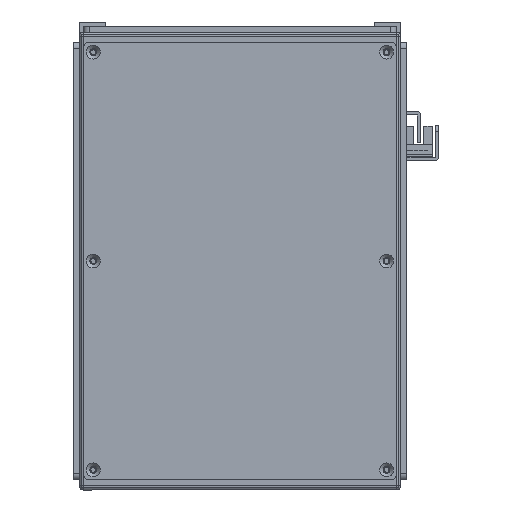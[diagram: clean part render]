
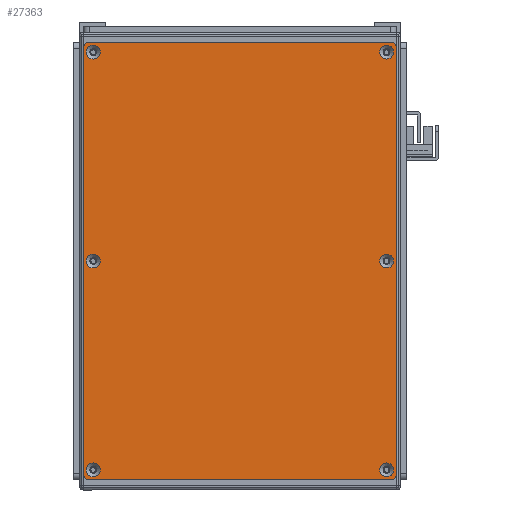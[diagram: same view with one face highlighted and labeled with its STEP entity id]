
A CAD part, front view. The second image highlights one B-rep face of the part: STEP entity #27363.
In plain terms, the highlighted planar face has unit normal (0, -1, 0).
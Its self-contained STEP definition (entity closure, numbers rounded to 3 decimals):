
#1581=FACE_BOUND('',#6033,.T.);
#1582=FACE_BOUND('',#6034,.T.);
#1583=FACE_BOUND('',#6035,.T.);
#1584=FACE_BOUND('',#6036,.T.);
#1585=FACE_BOUND('',#6037,.T.);
#1586=FACE_BOUND('',#6038,.T.);
#2204=PLANE('',#30462);
#4252=FACE_OUTER_BOUND('',#6032,.T.);
#6032=EDGE_LOOP('',(#25721,#25722,#25723,#25724,#25725,#25726,#25727,#25728));
#6033=EDGE_LOOP('',(#25729));
#6034=EDGE_LOOP('',(#25730));
#6035=EDGE_LOOP('',(#25731));
#6036=EDGE_LOOP('',(#25732));
#6037=EDGE_LOOP('',(#25733));
#6038=EDGE_LOOP('',(#25734));
#8278=LINE('',#48104,#10511);
#8279=LINE('',#48108,#10512);
#8280=LINE('',#48112,#10513);
#8281=LINE('',#48115,#10514);
#10511=VECTOR('',#38160,10.);
#10512=VECTOR('',#38163,10.);
#10513=VECTOR('',#38166,10.);
#10514=VECTOR('',#38169,10.);
#11829=CIRCLE('',#30430,3.45);
#11832=CIRCLE('',#30435,3.45);
#11835=CIRCLE('',#30440,3.45);
#11838=CIRCLE('',#30445,3.45);
#11841=CIRCLE('',#30450,3.45);
#11844=CIRCLE('',#30455,3.45);
#11847=CIRCLE('',#30460,3.);
#11849=CIRCLE('',#30463,3.);
#11850=CIRCLE('',#30464,3.);
#11851=CIRCLE('',#30465,3.);
#14360=VERTEX_POINT('',#48034);
#14363=VERTEX_POINT('',#48044);
#14366=VERTEX_POINT('',#48054);
#14369=VERTEX_POINT('',#48064);
#14372=VERTEX_POINT('',#48074);
#14375=VERTEX_POINT('',#48084);
#14378=VERTEX_POINT('',#48094);
#14379=VERTEX_POINT('',#48095);
#14382=VERTEX_POINT('',#48103);
#14383=VERTEX_POINT('',#48105);
#14384=VERTEX_POINT('',#48107);
#14385=VERTEX_POINT('',#48109);
#14386=VERTEX_POINT('',#48111);
#14387=VERTEX_POINT('',#48113);
#18139=EDGE_CURVE('',#14360,#14360,#11829,.T.);
#18144=EDGE_CURVE('',#14363,#14363,#11832,.T.);
#18149=EDGE_CURVE('',#14366,#14366,#11835,.T.);
#18154=EDGE_CURVE('',#14369,#14369,#11838,.T.);
#18159=EDGE_CURVE('',#14372,#14372,#11841,.T.);
#18164=EDGE_CURVE('',#14375,#14375,#11844,.T.);
#18169=EDGE_CURVE('',#14378,#14379,#11847,.T.);
#18173=EDGE_CURVE('',#14378,#14382,#8278,.T.);
#18174=EDGE_CURVE('',#14383,#14382,#11849,.T.);
#18175=EDGE_CURVE('',#14383,#14384,#8279,.T.);
#18176=EDGE_CURVE('',#14385,#14384,#11850,.T.);
#18177=EDGE_CURVE('',#14385,#14386,#8280,.T.);
#18178=EDGE_CURVE('',#14387,#14386,#11851,.T.);
#18179=EDGE_CURVE('',#14387,#14379,#8281,.T.);
#25721=ORIENTED_EDGE('',*,*,#18169,.F.);
#25722=ORIENTED_EDGE('',*,*,#18173,.T.);
#25723=ORIENTED_EDGE('',*,*,#18174,.F.);
#25724=ORIENTED_EDGE('',*,*,#18175,.T.);
#25725=ORIENTED_EDGE('',*,*,#18176,.F.);
#25726=ORIENTED_EDGE('',*,*,#18177,.T.);
#25727=ORIENTED_EDGE('',*,*,#18178,.F.);
#25728=ORIENTED_EDGE('',*,*,#18179,.T.);
#25729=ORIENTED_EDGE('',*,*,#18139,.T.);
#25730=ORIENTED_EDGE('',*,*,#18144,.T.);
#25731=ORIENTED_EDGE('',*,*,#18149,.T.);
#25732=ORIENTED_EDGE('',*,*,#18154,.T.);
#25733=ORIENTED_EDGE('',*,*,#18159,.T.);
#25734=ORIENTED_EDGE('',*,*,#18164,.T.);
#27363=ADVANCED_FACE('',(#4252,#1581,#1582,#1583,#1584,#1585,#1586),#2204,
 .T.);
#30430=AXIS2_PLACEMENT_3D('',#48035,#38080,#38081);
#30435=AXIS2_PLACEMENT_3D('',#48045,#38092,#38093);
#30440=AXIS2_PLACEMENT_3D('',#48055,#38104,#38105);
#30445=AXIS2_PLACEMENT_3D('',#48065,#38116,#38117);
#30450=AXIS2_PLACEMENT_3D('',#48075,#38128,#38129);
#30455=AXIS2_PLACEMENT_3D('',#48085,#38140,#38141);
#30460=AXIS2_PLACEMENT_3D('',#48096,#38152,#38153);
#30462=AXIS2_PLACEMENT_3D('',#48102,#38158,#38159);
#30463=AXIS2_PLACEMENT_3D('',#48106,#38161,#38162);
#30464=AXIS2_PLACEMENT_3D('',#48110,#38164,#38165);
#30465=AXIS2_PLACEMENT_3D('',#48114,#38167,#38168);
#38080=DIRECTION('center_axis',(0.,1.,0.));
#38081=DIRECTION('ref_axis',(1.,0.,0.));
#38092=DIRECTION('center_axis',(0.,1.,0.));
#38093=DIRECTION('ref_axis',(1.,0.,0.));
#38104=DIRECTION('center_axis',(0.,1.,0.));
#38105=DIRECTION('ref_axis',(1.,0.,0.));
#38116=DIRECTION('center_axis',(0.,1.,0.));
#38117=DIRECTION('ref_axis',(1.,0.,0.));
#38128=DIRECTION('center_axis',(0.,1.,0.));
#38129=DIRECTION('ref_axis',(1.,0.,0.));
#38140=DIRECTION('center_axis',(0.,1.,0.));
#38141=DIRECTION('ref_axis',(1.,0.,0.));
#38152=DIRECTION('center_axis',(0.,1.,0.));
#38153=DIRECTION('ref_axis',(-0.707,0.,0.707));
#38158=DIRECTION('center_axis',(0.,-1.,0.));
#38159=DIRECTION('ref_axis',(0.,0.,-1.));
#38160=DIRECTION('',(0.,0.,-1.));
#38161=DIRECTION('center_axis',(0.,1.,0.));
#38162=DIRECTION('ref_axis',(-0.707,0.,-0.707));
#38163=DIRECTION('',(1.,0.,0.));
#38164=DIRECTION('center_axis',(0.,1.,0.));
#38165=DIRECTION('ref_axis',(0.707,0.,-0.707));
#38166=DIRECTION('',(0.,0.,1.));
#38167=DIRECTION('center_axis',(0.,1.,0.));
#38168=DIRECTION('ref_axis',(0.707,0.,0.707));
#38169=DIRECTION('',(-1.,0.,0.));
#48034=CARTESIAN_POINT('',(100.55,-1.5,73.));
#48035=CARTESIAN_POINT('Origin',(104.,-1.5,73.));
#48044=CARTESIAN_POINT('',(-107.45,-1.5,-73.));
#48045=CARTESIAN_POINT('Origin',(-104.,-1.5,-73.));
#48054=CARTESIAN_POINT('',(-3.45,-1.5,73.));
#48055=CARTESIAN_POINT('Origin',(0.,-1.5,73.));
#48064=CARTESIAN_POINT('',(-3.45,-1.5,-73.));
#48065=CARTESIAN_POINT('Origin',(0.,-1.5,-73.));
#48074=CARTESIAN_POINT('',(-107.45,-1.5,73.));
#48075=CARTESIAN_POINT('Origin',(-104.,-1.5,73.));
#48084=CARTESIAN_POINT('',(100.55,-1.5,-73.));
#48085=CARTESIAN_POINT('Origin',(104.,-1.5,-73.));
#48094=CARTESIAN_POINT('',(-109.,-1.5,75.));
#48095=CARTESIAN_POINT('',(-106.,-1.5,78.));
#48096=CARTESIAN_POINT('Origin',(-106.,-1.5,75.));
#48102=CARTESIAN_POINT('Origin',(0.,-1.5,0.));
#48103=CARTESIAN_POINT('',(-109.,-1.5,-75.));
#48104=CARTESIAN_POINT('',(-109.,-1.5,78.));
#48105=CARTESIAN_POINT('',(-106.,-1.5,-78.));
#48106=CARTESIAN_POINT('Origin',(-106.,-1.5,-75.));
#48107=CARTESIAN_POINT('',(106.,-1.5,-78.));
#48108=CARTESIAN_POINT('',(-109.,-1.5,-78.));
#48109=CARTESIAN_POINT('',(109.,-1.5,-75.));
#48110=CARTESIAN_POINT('Origin',(106.,-1.5,-75.));
#48111=CARTESIAN_POINT('',(109.,-1.5,75.));
#48112=CARTESIAN_POINT('',(109.,-1.5,-78.));
#48113=CARTESIAN_POINT('',(106.,-1.5,78.));
#48114=CARTESIAN_POINT('Origin',(106.,-1.5,75.));
#48115=CARTESIAN_POINT('',(109.,-1.5,78.));
